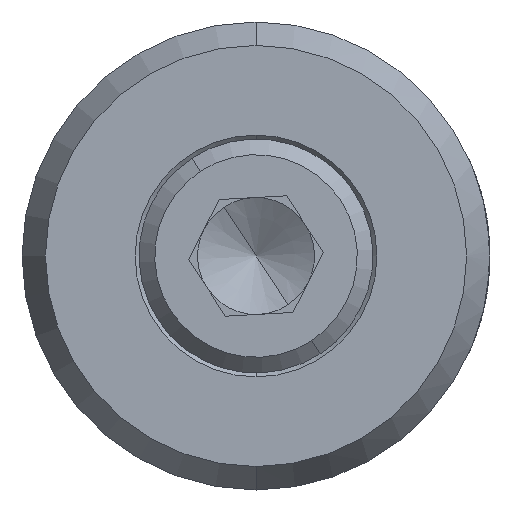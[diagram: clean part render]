
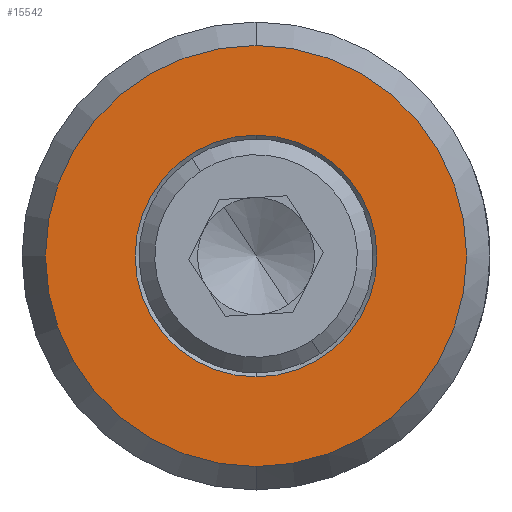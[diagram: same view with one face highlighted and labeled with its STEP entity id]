
A CAD part, front view. The second image highlights one B-rep face of the part: STEP entity #15542.
In plain terms, the highlighted planar face has unit normal (0, -1, 0).
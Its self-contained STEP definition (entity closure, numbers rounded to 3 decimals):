
#417 = ORIENTED_EDGE ( 'NONE', *, *, #815, .T. ) ;
#815 = EDGE_CURVE ( 'NONE', #12955, #27372, #12395, .T. ) ;
#2040 = CARTESIAN_POINT ( 'NONE',  ( 0., 0., 0. ) ) ;
#2103 = EDGE_CURVE ( 'NONE', #11502, #10717, #5824, .T. ) ;
#2174 = DIRECTION ( 'NONE',  ( 0., 0., 1. ) ) ;
#2325 = FACE_OUTER_BOUND ( 'NONE', #24665, .T. ) ;
#2564 = DIRECTION ( 'NONE',  ( 0., 0., 1. ) ) ;
#3062 = AXIS2_PLACEMENT_3D ( 'NONE', #24717, #6966, #15760 ) ;
#4670 = CARTESIAN_POINT ( 'NONE',  ( 0., 0., -1.55 ) ) ;
#5824 = CIRCLE ( 'NONE', #3062, 2.7 ) ;
#6384 = CARTESIAN_POINT ( 'NONE',  ( 0., 0., 0. ) ) ;
#6536 = CARTESIAN_POINT ( 'NONE',  ( 0., 0., 0. ) ) ;
#6824 = AXIS2_PLACEMENT_3D ( 'NONE', #15567, #13699, #2564 ) ;
#6966 = DIRECTION ( 'NONE',  ( 0., -1., 0. ) ) ;
#8709 = DIRECTION ( 'NONE',  ( 0., 1., 0. ) ) ;
#8766 = CARTESIAN_POINT ( 'NONE',  ( 0., 0., 2.7 ) ) ;
#10137 = CIRCLE ( 'NONE', #25873, 1.55 ) ;
#10589 = DIRECTION ( 'NONE',  ( 0., 0., 1. ) ) ;
#10717 = VERTEX_POINT ( 'NONE', #8766 ) ;
#10874 = DIRECTION ( 'NONE',  ( 0., 1., 0. ) ) ;
#11155 = EDGE_CURVE ( 'NONE', #10717, #11502, #19270, .T. ) ;
#11466 = ORIENTED_EDGE ( 'NONE', *, *, #11155, .T. ) ;
#11502 = VERTEX_POINT ( 'NONE', #12532 ) ;
#12395 = CIRCLE ( 'NONE', #15152, 1.55 ) ;
#12532 = CARTESIAN_POINT ( 'NONE',  ( 0., 0., -2.7 ) ) ;
#12955 = VERTEX_POINT ( 'NONE', #18846 ) ;
#13129 = ORIENTED_EDGE ( 'NONE', *, *, #2103, .T. ) ;
#13699 = DIRECTION ( 'NONE',  ( 0., -1., 0. ) ) ;
#15152 = AXIS2_PLACEMENT_3D ( 'NONE', #2040, #10874, #2174 ) ;
#15192 = DIRECTION ( 'NONE',  ( 0., 1., 0. ) ) ;
#15350 = EDGE_CURVE ( 'NONE', #27372, #12955, #10137, .T. ) ;
#15542 = ADVANCED_FACE ( 'NONE', ( #22121, #2325 ), #22264, .F. ) ;
#15567 = CARTESIAN_POINT ( 'NONE',  ( 0., 0., 0. ) ) ;
#15760 = DIRECTION ( 'NONE',  ( 0., 0., 1. ) ) ;
#16133 = AXIS2_PLACEMENT_3D ( 'NONE', #6536, #8709, #17494 ) ;
#17494 = DIRECTION ( 'NONE',  ( 0., 0., 1. ) ) ;
#18846 = CARTESIAN_POINT ( 'NONE',  ( 0., 0., 1.55 ) ) ;
#19270 = CIRCLE ( 'NONE', #6824, 2.7 ) ;
#21321 = EDGE_LOOP ( 'NONE', ( #25689, #417 ) ) ;
#22121 = FACE_BOUND ( 'NONE', #21321, .T. ) ;
#22264 = PLANE ( 'NONE',  #16133 ) ;
#24665 = EDGE_LOOP ( 'NONE', ( #11466, #13129 ) ) ;
#24717 = CARTESIAN_POINT ( 'NONE',  ( 0., 0., 0. ) ) ;
#25689 = ORIENTED_EDGE ( 'NONE', *, *, #15350, .T. ) ;
#25873 = AXIS2_PLACEMENT_3D ( 'NONE', #6384, #15192, #10589 ) ;
#27372 = VERTEX_POINT ( 'NONE', #4670 ) ;
